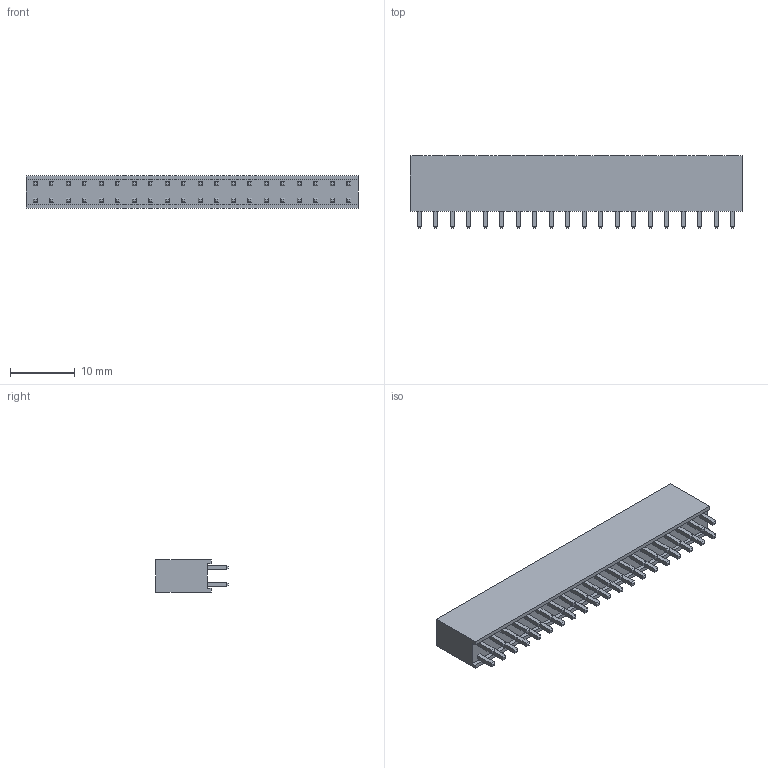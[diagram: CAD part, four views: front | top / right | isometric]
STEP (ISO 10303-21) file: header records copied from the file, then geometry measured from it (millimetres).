
FILE_DESCRIPTION (( 'STEP AP214' ), '1' );
FILE_NAME ('User Library-Header 2x20 2.54mm.STEP', '2017-08-02T07:11:05', ( 'Windows User' ), ( '' ), 'SwSTEP 2.0', 'SolidWorks 2017', '' );
FILE_SCHEMA (( 'AUTOMOTIVE_DESIGN' ));
Length unit declared in the file: millimetre
Products named in the file (1): User Library-Header 2x20 2.54mm
Bounding box: 51.1 x 11.1 x 5 mm (x, y, z)
Volume: 1746 mm3; surface area: 3024.6 mm2
Topology: 1 solids, 1 shells, 730 faces, 1624 edges, 976 vertices
Faces by surface type: plane 730
Entity records: 23322 total; most frequent: CARTESIAN_POINT 3331, ORIENTED_EDGE 3248, DIRECTION 3086, VECTOR 1624, EDGE_CURVE 1624, LINE 1624, VERTEX_POINT 976, EDGE_LOOP 810
